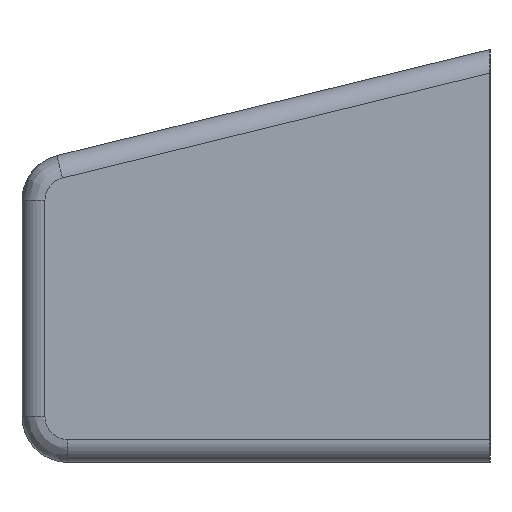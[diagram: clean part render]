
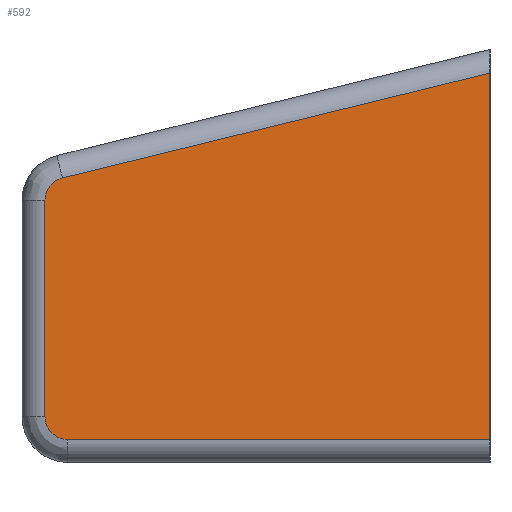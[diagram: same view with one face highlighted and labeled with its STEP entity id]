
A CAD part, left-side view. The second image highlights one B-rep face of the part: STEP entity #592.
In plain terms, the highlighted planar face has unit normal (-1, 0, 0).
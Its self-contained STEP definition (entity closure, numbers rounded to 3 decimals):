
#24=PLANE('',#667);
#61=FACE_OUTER_BOUND('',#101,.T.);
#101=EDGE_LOOP('',(#470,#471,#472,#473,#474,#475));
#125=LINE('',#909,#167);
#126=LINE('',#928,#168);
#128=LINE('',#948,#170);
#139=LINE('',#976,#181);
#167=VECTOR('',#721,10.);
#168=VECTOR('',#732,10.);
#170=VECTOR('',#744,10.);
#181=VECTOR('',#773,10.);
#212=CIRCLE('',#635,10.);
#216=CIRCLE('',#640,10.);
#250=VERTEX_POINT('',#902);
#253=VERTEX_POINT('',#907);
#255=VERTEX_POINT('',#920);
#257=VERTEX_POINT('',#926);
#259=VERTEX_POINT('',#940);
#261=VERTEX_POINT('',#946);
#307=EDGE_CURVE('',#253,#250,#125,.T.);
#309=EDGE_CURVE('',#255,#253,#212,.T.);
#312=EDGE_CURVE('',#257,#255,#126,.T.);
#315=EDGE_CURVE('',#259,#257,#216,.T.);
#318=EDGE_CURVE('',#261,#259,#128,.T.);
#333=EDGE_CURVE('',#261,#250,#139,.T.);
#470=ORIENTED_EDGE('',*,*,#318,.F.);
#471=ORIENTED_EDGE('',*,*,#333,.T.);
#472=ORIENTED_EDGE('',*,*,#307,.F.);
#473=ORIENTED_EDGE('',*,*,#309,.F.);
#474=ORIENTED_EDGE('',*,*,#312,.F.);
#475=ORIENTED_EDGE('',*,*,#315,.F.);
#592=ADVANCED_FACE('',(#61),#24,.T.);
#635=AXIS2_PLACEMENT_3D('',#922,#724,#725);
#640=AXIS2_PLACEMENT_3D('',#942,#736,#737);
#667=AXIS2_PLACEMENT_3D('',#1029,#810,#811);
#721=DIRECTION('',(0.,-0.971,0.238));
#724=DIRECTION('center_axis',(1.,0.,0.));
#725=DIRECTION('ref_axis',(0.,0.787,0.617));
#732=DIRECTION('',(0.,0.,1.));
#736=DIRECTION('center_axis',(1.,0.,0.));
#737=DIRECTION('ref_axis',(0.,0.707,-0.707));
#744=DIRECTION('',(0.,1.,0.));
#773=DIRECTION('',(0.,0.,1.));
#810=DIRECTION('center_axis',(-1.,0.,0.));
#811=DIRECTION('ref_axis',(0.,0.,1.));
#902=CARTESIAN_POINT('',(-219.,-100.,169.704));
#907=CARTESIAN_POINT('',(-219.,86.381,124.023));
#909=CARTESIAN_POINT('',(-219.,58.134,130.946));
#920=CARTESIAN_POINT('',(-219.,94.,114.31));
#922=CARTESIAN_POINT('Origin',(-219.,84.,114.31));
#926=CARTESIAN_POINT('',(-219.,94.,20.));
#928=CARTESIAN_POINT('',(-219.,94.,77.5));
#940=CARTESIAN_POINT('',(-219.,84.,10.));
#942=CARTESIAN_POINT('Origin',(-219.,84.,20.));
#946=CARTESIAN_POINT('',(-219.,-100.,10.));
#948=CARTESIAN_POINT('',(-219.,1.,10.));
#976=CARTESIAN_POINT('',(-219.,-100.,0.));
#1029=CARTESIAN_POINT('Origin',(-219.,2.,90.));
